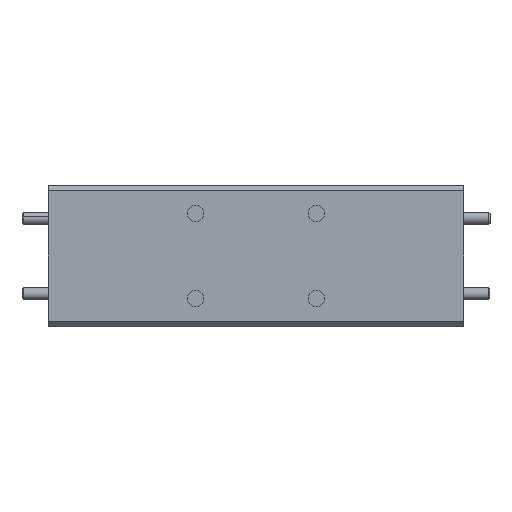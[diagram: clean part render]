
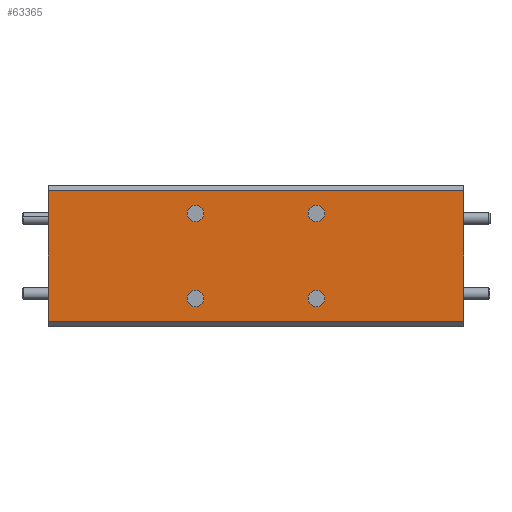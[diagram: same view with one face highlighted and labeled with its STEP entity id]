
A CAD part, front view. The second image highlights one B-rep face of the part: STEP entity #63365.
In plain terms, the highlighted planar face has unit normal (0, -1, 0).
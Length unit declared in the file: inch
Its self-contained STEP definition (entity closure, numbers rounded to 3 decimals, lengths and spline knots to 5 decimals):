
#312 = CARTESIAN_POINT ( 'NONE',  ( 1.15096, 1.2359, 1.29259 ) ) ;
#495 = FACE_OUTER_BOUND ( 'NONE', #69272, .T. ) ;
#1031 = CARTESIAN_POINT ( 'NONE',  ( 0.51096, 1.2359, 1.29259 ) ) ;
#2114 = DIRECTION ( 'NONE',  ( 0., 0., 1. ) ) ;
#2781 = ORIENTED_EDGE ( 'NONE', *, *, #83484, .F. ) ;
#4123 = ORIENTED_EDGE ( 'NONE', *, *, #18161, .F. ) ;
#4908 = CARTESIAN_POINT ( 'NONE',  ( -0.26904, 1.2359, 1.17259 ) ) ;
#5211 = EDGE_CURVE ( 'NONE', #43834, #47273, #40723, .T. ) ;
#5866 = CARTESIAN_POINT ( 'NONE',  ( -0.26904, 1.2359, 1.86259 ) ) ;
#8150 = VECTOR ( 'NONE', #2114, 39.37008 ) ;
#8159 = DIRECTION ( 'NONE',  ( 0., -1., 0. ) ) ;
#8460 = CARTESIAN_POINT ( 'NONE',  ( 2.09098, 1.2359, 0.84707 ) ) ;
#8692 = AXIS2_PLACEMENT_3D ( 'NONE', #55286, #70642, #70317 ) ;
#8797 = VERTEX_POINT ( 'NONE', #15280 ) ;
#9163 = CARTESIAN_POINT ( 'NONE',  ( 0.51096, 1.2359, 1.29259 ) ) ;
#9213 = VERTEX_POINT ( 'NONE', #56306 ) ;
#10353 = ORIENTED_EDGE ( 'NONE', *, *, #12889, .F. ) ;
#10630 = DIRECTION ( 'NONE',  ( 0., 0., -1. ) ) ;
#10993 = CIRCLE ( 'NONE', #39505, 0.0445 ) ;
#12889 = EDGE_CURVE ( 'NONE', #47273, #43834, #35077, .T. ) ;
#15280 = CARTESIAN_POINT ( 'NONE',  ( 0.51096, 1.2359, 1.78709 ) ) ;
#15983 = DIRECTION ( 'NONE',  ( 0., 0., -1. ) ) ;
#16532 = CARTESIAN_POINT ( 'NONE',  ( 1.15096, 1.2359, 1.24809 ) ) ;
#17245 = DIRECTION ( 'NONE',  ( 1., 0., 0. ) ) ;
#17501 = CARTESIAN_POINT ( 'NONE',  ( 1.15096, 1.2359, 1.74259 ) ) ;
#18161 = EDGE_CURVE ( 'NONE', #84761, #63147, #49749, .T. ) ;
#21007 = CARTESIAN_POINT ( 'NONE',  ( 1.93096, 1.2359, 1.17259 ) ) ;
#22453 = VERTEX_POINT ( 'NONE', #59881 ) ;
#22798 = CARTESIAN_POINT ( 'NONE',  ( 1.15096, 1.2359, 1.33709 ) ) ;
#22995 = DIRECTION ( 'NONE',  ( 0., 0., -1. ) ) ;
#23034 = DIRECTION ( 'NONE',  ( 0., 0., 1. ) ) ;
#23736 = AXIS2_PLACEMENT_3D ( 'NONE', #73323, #43086, #73008 ) ;
#24822 = CIRCLE ( 'NONE', #55955, 0.0445 ) ;
#25239 = EDGE_CURVE ( 'NONE', #22453, #48508, #30936, .T. ) ;
#27880 = LINE ( 'NONE', #31668, #8150 ) ;
#29409 = ORIENTED_EDGE ( 'NONE', *, *, #74020, .F. ) ;
#30936 = LINE ( 'NONE', #37527, #78648 ) ;
#31668 = CARTESIAN_POINT ( 'NONE',  ( -0.26904, 1.2359, 1.14259 ) ) ;
#31945 = ORIENTED_EDGE ( 'NONE', *, *, #64967, .F. ) ;
#32040 = AXIS2_PLACEMENT_3D ( 'NONE', #8460, #67344, #23034 ) ;
#33031 = FACE_BOUND ( 'NONE', #35470, .T. ) ;
#33816 = ORIENTED_EDGE ( 'NONE', *, *, #49386, .F. ) ;
#35077 = CIRCLE ( 'NONE', #49693, 0.0445 ) ;
#35470 = EDGE_LOOP ( 'NONE', ( #73528, #29409 ) ) ;
#37308 = EDGE_CURVE ( 'NONE', #55069, #91684, #64440, .T. ) ;
#37527 = CARTESIAN_POINT ( 'NONE',  ( 2.09098, 1.2359, 1.86259 ) ) ;
#39505 = AXIS2_PLACEMENT_3D ( 'NONE', #70464, #93532, #10630 ) ;
#40723 = CIRCLE ( 'NONE', #72828, 0.0445 ) ;
#41700 = CARTESIAN_POINT ( 'NONE',  ( 1.15096, 1.2359, 1.78709 ) ) ;
#42054 = VECTOR ( 'NONE', #61366, 39.37008 ) ;
#43086 = DIRECTION ( 'NONE',  ( 0., -1., 0. ) ) ;
#43834 = VERTEX_POINT ( 'NONE', #69977 ) ;
#44973 = DIRECTION ( 'NONE',  ( -1., 0., 0. ) ) ;
#47273 = VERTEX_POINT ( 'NONE', #71151 ) ;
#47292 = EDGE_LOOP ( 'NONE', ( #4123, #71250 ) ) ;
#47788 = CARTESIAN_POINT ( 'NONE',  ( 2.09098, 1.2359, 1.17259 ) ) ;
#48262 = CARTESIAN_POINT ( 'NONE',  ( 0.51096, 1.2359, 1.74259 ) ) ;
#48508 = VERTEX_POINT ( 'NONE', #5866 ) ;
#48973 = CIRCLE ( 'NONE', #8692, 0.0445 ) ;
#49386 = EDGE_CURVE ( 'NONE', #49757, #53866, #48973, .T. ) ;
#49693 = AXIS2_PLACEMENT_3D ( 'NONE', #1031, #8159, #59498 ) ;
#49749 = CIRCLE ( 'NONE', #23736, 0.0445 ) ;
#49757 = VERTEX_POINT ( 'NONE', #16532 ) ;
#51505 = AXIS2_PLACEMENT_3D ( 'NONE', #17501, #69560, #70526 ) ;
#53866 = VERTEX_POINT ( 'NONE', #22798 ) ;
#55069 = VERTEX_POINT ( 'NONE', #4908 ) ;
#55286 = CARTESIAN_POINT ( 'NONE',  ( 1.15096, 1.2359, 1.29259 ) ) ;
#55955 = AXIS2_PLACEMENT_3D ( 'NONE', #312, #75403, #22995 ) ;
#56006 = AXIS2_PLACEMENT_3D ( 'NONE', #48262, #78509, #85693 ) ;
#56141 = CIRCLE ( 'NONE', #56006, 0.0445 ) ;
#56143 = ORIENTED_EDGE ( 'NONE', *, *, #5211, .F. ) ;
#56306 = CARTESIAN_POINT ( 'NONE',  ( 0.51096, 1.2359, 1.69809 ) ) ;
#57133 = CARTESIAN_POINT ( 'NONE',  ( 1.15096, 1.2359, 1.69809 ) ) ;
#59498 = DIRECTION ( 'NONE',  ( 0., 0., -1. ) ) ;
#59881 = CARTESIAN_POINT ( 'NONE',  ( 1.93096, 1.2359, 1.86259 ) ) ;
#60459 = PLANE ( 'NONE',  #32040 ) ;
#61366 = DIRECTION ( 'NONE',  ( 0., 0., -1. ) ) ;
#61952 = ORIENTED_EDGE ( 'NONE', *, *, #96236, .F. ) ;
#63147 = VERTEX_POINT ( 'NONE', #41700 ) ;
#63365 = ADVANCED_FACE ( 'NONE', ( #33031, #80760, #83097, #94877, #495 ), #60459, .F. ) ;
#64440 = LINE ( 'NONE', #47788, #76068 ) ;
#64967 = EDGE_CURVE ( 'NONE', #55069, #48508, #27880, .T. ) ;
#67039 = EDGE_CURVE ( 'NONE', #63147, #84761, #72847, .T. ) ;
#67344 = DIRECTION ( 'NONE',  ( 0., 1., 0. ) ) ;
#69272 = EDGE_LOOP ( 'NONE', ( #31945, #79362, #61952, #71866 ) ) ;
#69560 = DIRECTION ( 'NONE',  ( 0., -1., 0. ) ) ;
#69977 = CARTESIAN_POINT ( 'NONE',  ( 0.51096, 1.2359, 1.33709 ) ) ;
#70317 = DIRECTION ( 'NONE',  ( 0., 0., -1. ) ) ;
#70464 = CARTESIAN_POINT ( 'NONE',  ( 0.51096, 1.2359, 1.74259 ) ) ;
#70526 = DIRECTION ( 'NONE',  ( 0., 0., -1. ) ) ;
#70642 = DIRECTION ( 'NONE',  ( 0., -1., 0. ) ) ;
#71151 = CARTESIAN_POINT ( 'NONE',  ( 0.51096, 1.2359, 1.24809 ) ) ;
#71250 = ORIENTED_EDGE ( 'NONE', *, *, #67039, .F. ) ;
#71866 = ORIENTED_EDGE ( 'NONE', *, *, #25239, .T. ) ;
#72828 = AXIS2_PLACEMENT_3D ( 'NONE', #9163, #75503, #15983 ) ;
#72847 = CIRCLE ( 'NONE', #51505, 0.0445 ) ;
#73000 = EDGE_LOOP ( 'NONE', ( #10353, #56143 ) ) ;
#73008 = DIRECTION ( 'NONE',  ( 0., 0., -1. ) ) ;
#73323 = CARTESIAN_POINT ( 'NONE',  ( 1.15096, 1.2359, 1.74259 ) ) ;
#73528 = ORIENTED_EDGE ( 'NONE', *, *, #86874, .F. ) ;
#74020 = EDGE_CURVE ( 'NONE', #8797, #9213, #56141, .T. ) ;
#75403 = DIRECTION ( 'NONE',  ( 0., -1., 0. ) ) ;
#75503 = DIRECTION ( 'NONE',  ( 0., -1., 0. ) ) ;
#76068 = VECTOR ( 'NONE', #17245, 39.37008 ) ;
#76914 = LINE ( 'NONE', #80145, #42054 ) ;
#78509 = DIRECTION ( 'NONE',  ( 0., -1., 0. ) ) ;
#78648 = VECTOR ( 'NONE', #44973, 39.37008 ) ;
#79362 = ORIENTED_EDGE ( 'NONE', *, *, #37308, .T. ) ;
#80145 = CARTESIAN_POINT ( 'NONE',  ( 1.93096, 1.2359, 1.14259 ) ) ;
#80760 = FACE_BOUND ( 'NONE', #47292, .T. ) ;
#83097 = FACE_BOUND ( 'NONE', #95549, .T. ) ;
#83484 = EDGE_CURVE ( 'NONE', #53866, #49757, #24822, .T. ) ;
#84761 = VERTEX_POINT ( 'NONE', #57133 ) ;
#85693 = DIRECTION ( 'NONE',  ( 0., 0., -1. ) ) ;
#86874 = EDGE_CURVE ( 'NONE', #9213, #8797, #10993, .T. ) ;
#91684 = VERTEX_POINT ( 'NONE', #21007 ) ;
#93532 = DIRECTION ( 'NONE',  ( 0., -1., 0. ) ) ;
#94877 = FACE_BOUND ( 'NONE', #73000, .T. ) ;
#95549 = EDGE_LOOP ( 'NONE', ( #33816, #2781 ) ) ;
#96236 = EDGE_CURVE ( 'NONE', #22453, #91684, #76914, .T. ) ;
